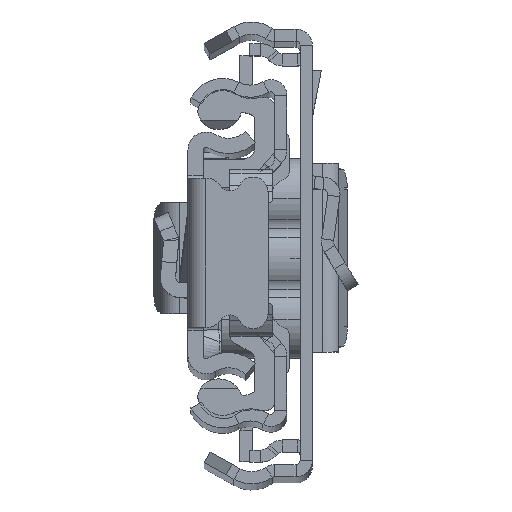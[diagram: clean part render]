
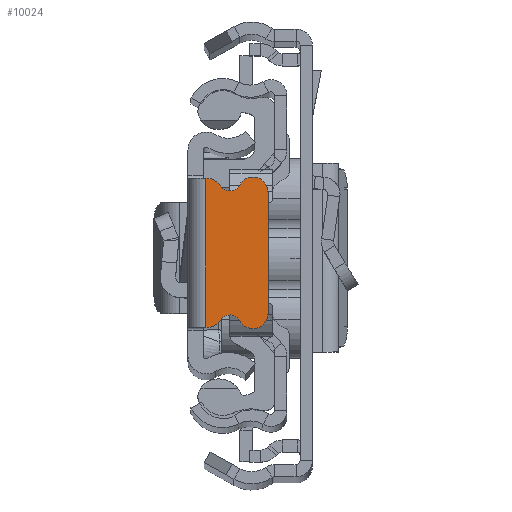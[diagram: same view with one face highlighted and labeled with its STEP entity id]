
A CAD part, top view. The second image highlights one B-rep face of the part: STEP entity #10024.
In plain terms, the highlighted planar face has unit normal (0, 0, 1).
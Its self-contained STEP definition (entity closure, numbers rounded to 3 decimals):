
#73 = ORIENTED_EDGE ( 'NONE', *, *, #16615, .T. ) ;
#935 = CARTESIAN_POINT ( 'NONE',  ( -7.929, -6., 0. ) ) ;
#1095 = CARTESIAN_POINT ( 'NONE',  ( -4.142, -7.236, 0. ) ) ;
#1632 = CARTESIAN_POINT ( 'NONE',  ( -1.929, -7.37, 0. ) ) ;
#1655 = EDGE_CURVE ( 'NONE', #5145, #17693, #16952, .T. ) ;
#1961 = ORIENTED_EDGE ( 'NONE', *, *, #5868, .T. ) ;
#2032 = CARTESIAN_POINT ( 'NONE',  ( -1.75, 7.37, 0. ) ) ;
#2042 = DIRECTION ( 'NONE',  ( 1., 0., 0. ) ) ;
#2298 = DIRECTION ( 'NONE',  ( 0., 0., 1. ) ) ;
#2974 = CARTESIAN_POINT ( 'NONE',  ( -1.929, -5.87, 0. ) ) ;
#3041 = VERTEX_POINT ( 'NONE', #22250 ) ;
#3208 = VERTEX_POINT ( 'NONE', #14773 ) ;
#3298 = AXIS2_PLACEMENT_3D ( 'NONE', #23775, #19882, #7757 ) ;
#4121 = VECTOR ( 'NONE', #19614, 1000. ) ;
#4150 = VERTEX_POINT ( 'NONE', #18861 ) ;
#4210 = DIRECTION ( 'NONE',  ( 0., 0., 1. ) ) ;
#4474 = DIRECTION ( 'NONE',  ( 1., 0., 0. ) ) ;
#4501 = ORIENTED_EDGE ( 'NONE', *, *, #8516, .T. ) ;
#5006 = VECTOR ( 'NONE', #26226, 1000. ) ;
#5145 = VERTEX_POINT ( 'NONE', #5464 ) ;
#5464 = CARTESIAN_POINT ( 'NONE',  ( -1.929, 7.37, 0. ) ) ;
#5505 = ORIENTED_EDGE ( 'NONE', *, *, #1655, .F. ) ;
#5862 = CIRCLE ( 'NONE', #17874, 1.1 ) ;
#5868 = EDGE_CURVE ( 'NONE', #5971, #12199, #5862, .T. ) ;
#5971 = VERTEX_POINT ( 'NONE', #26094 ) ;
#6334 = EDGE_CURVE ( 'NONE', #3208, #14548, #26073, .T. ) ;
#7560 = EDGE_CURVE ( 'NONE', #4150, #5971, #19255, .T. ) ;
#7657 = AXIS2_PLACEMENT_3D ( 'NONE', #2974, #13963, #26092 ) ;
#7757 = DIRECTION ( 'NONE',  ( -1., 0., 0. ) ) ;
#8287 = CARTESIAN_POINT ( 'NONE',  ( -6.429, -6., 0. ) ) ;
#8353 = EDGE_CURVE ( 'NONE', #17693, #3041, #13737, .T. ) ;
#8507 = CIRCLE ( 'NONE', #7657, 1.5 ) ;
#8516 = EDGE_CURVE ( 'NONE', #5145, #23679, #15361, .T. ) ;
#9175 = ORIENTED_EDGE ( 'NONE', *, *, #25168, .T. ) ;
#9264 = DIRECTION ( 'NONE',  ( -1., 0., 0. ) ) ;
#9534 = DIRECTION ( 'NONE',  ( 1., 0., 0. ) ) ;
#10024 = ADVANCED_FACE ( 'NONE', ( #18553 ), #16525, .T. ) ;
#10145 = AXIS2_PLACEMENT_3D ( 'NONE', #19377, #25696, #9534 ) ;
#10566 = DIRECTION ( 'NONE',  ( 0., 0., 1. ) ) ;
#11465 = CARTESIAN_POINT ( 'NONE',  ( -1.75, 0., 0. ) ) ;
#11977 = CARTESIAN_POINT ( 'NONE',  ( 344.071, 0., 0. ) ) ;
#12199 = VERTEX_POINT ( 'NONE', #18690 ) ;
#12752 = EDGE_LOOP ( 'NONE', ( #25707, #5505, #4501, #14827, #18328, #9175, #18025, #1961, #73, #22350 ) ) ;
#12813 = VECTOR ( 'NONE', #13471, 1000. ) ;
#13471 = DIRECTION ( 'NONE',  ( 0., -1., 0. ) ) ;
#13737 = LINE ( 'NONE', #11465, #12813 ) ;
#13963 = DIRECTION ( 'NONE',  ( 0., 0., 1. ) ) ;
#14007 = DIRECTION ( 'NONE',  ( -1., 0., 0. ) ) ;
#14548 = VERTEX_POINT ( 'NONE', #22656 ) ;
#14773 = CARTESIAN_POINT ( 'NONE',  ( -5.109, 6.713, 0. ) ) ;
#14827 = ORIENTED_EDGE ( 'NONE', *, *, #24712, .T. ) ;
#15361 = CIRCLE ( 'NONE', #19267, 1.5 ) ;
#16525 = PLANE ( 'NONE',  #26195 ) ;
#16615 = EDGE_CURVE ( 'NONE', #12199, #21086, #8507, .T. ) ;
#16952 = LINE ( 'NONE', #25432, #21592 ) ;
#17693 = VERTEX_POINT ( 'NONE', #2032 ) ;
#17874 = AXIS2_PLACEMENT_3D ( 'NONE', #1095, #21000, #9264 ) ;
#18025 = ORIENTED_EDGE ( 'NONE', *, *, #7560, .T. ) ;
#18328 = ORIENTED_EDGE ( 'NONE', *, *, #6334, .T. ) ;
#18553 = FACE_OUTER_BOUND ( 'NONE', #12752, .T. ) ;
#18690 = CARTESIAN_POINT ( 'NONE',  ( -3.206, -6.658, 0. ) ) ;
#18861 = CARTESIAN_POINT ( 'NONE',  ( -7.929, -6., 0. ) ) ;
#19255 = CIRCLE ( 'NONE', #22699, 1.5 ) ;
#19267 = AXIS2_PLACEMENT_3D ( 'NONE', #20485, #4210, #14007 ) ;
#19339 = CARTESIAN_POINT ( 'NONE',  ( -1.929, -7.37, 0. ) ) ;
#19377 = CARTESIAN_POINT ( 'NONE',  ( -4.142, 7.236, 0. ) ) ;
#19614 = DIRECTION ( 'NONE',  ( 0., -1., 0. ) ) ;
#19882 = DIRECTION ( 'NONE',  ( 0., 0., 1. ) ) ;
#20039 = CIRCLE ( 'NONE', #10145, 1.1 ) ;
#20485 = CARTESIAN_POINT ( 'NONE',  ( -1.929, 5.87, 0. ) ) ;
#21000 = DIRECTION ( 'NONE',  ( 0., 0., -1. ) ) ;
#21086 = VERTEX_POINT ( 'NONE', #19339 ) ;
#21501 = LINE ( 'NONE', #935, #4121 ) ;
#21592 = VECTOR ( 'NONE', #4474, 1000. ) ;
#22250 = CARTESIAN_POINT ( 'NONE',  ( -1.75, -7.37, 0. ) ) ;
#22350 = ORIENTED_EDGE ( 'NONE', *, *, #24908, .F. ) ;
#22444 = DIRECTION ( 'NONE',  ( 1., 0., 0. ) ) ;
#22559 = CARTESIAN_POINT ( 'NONE',  ( -3.206, 6.658, 0. ) ) ;
#22656 = CARTESIAN_POINT ( 'NONE',  ( -7.929, 6., 0. ) ) ;
#22699 = AXIS2_PLACEMENT_3D ( 'NONE', #8287, #10566, #22444 ) ;
#23679 = VERTEX_POINT ( 'NONE', #22559 ) ;
#23775 = CARTESIAN_POINT ( 'NONE',  ( -6.429, 6., 0. ) ) ;
#24473 = LINE ( 'NONE', #1632, #5006 ) ;
#24712 = EDGE_CURVE ( 'NONE', #23679, #3208, #20039, .T. ) ;
#24908 = EDGE_CURVE ( 'NONE', #3041, #21086, #24473, .T. ) ;
#25168 = EDGE_CURVE ( 'NONE', #14548, #4150, #21501, .T. ) ;
#25432 = CARTESIAN_POINT ( 'NONE',  ( -1.929, 7.37, 0. ) ) ;
#25696 = DIRECTION ( 'NONE',  ( 0., 0., -1. ) ) ;
#25707 = ORIENTED_EDGE ( 'NONE', *, *, #8353, .F. ) ;
#26073 = CIRCLE ( 'NONE', #3298, 1.5 ) ;
#26092 = DIRECTION ( 'NONE',  ( 1., 0., 0. ) ) ;
#26094 = CARTESIAN_POINT ( 'NONE',  ( -5.109, -6.713, 0. ) ) ;
#26195 = AXIS2_PLACEMENT_3D ( 'NONE', #11977, #2298, #2042 ) ;
#26226 = DIRECTION ( 'NONE',  ( -1., 0., 0. ) ) ;
